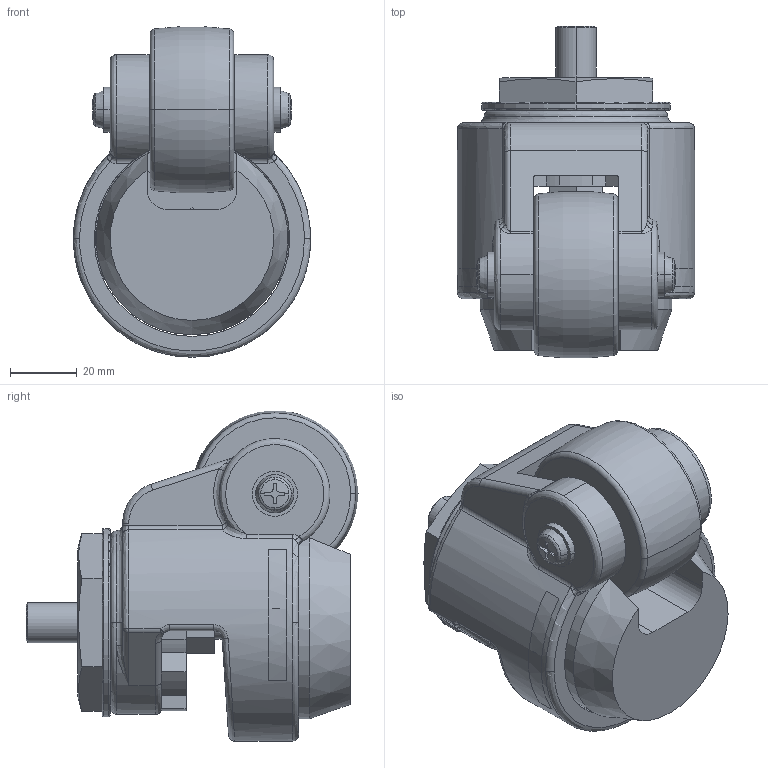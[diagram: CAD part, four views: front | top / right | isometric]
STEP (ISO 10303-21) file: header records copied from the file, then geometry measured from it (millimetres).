
FILE_DESCRIPTION (( 'STEP AP203' ), '1' );
FILE_NAME ('163010.step', '2023-01-11T15:41:34', ( '' ), ( '' ), 'SwSTEP 2.0', 'SolidWorks 2021', '' );
FILE_SCHEMA (( 'CONFIG_CONTROL_DESIGN' ));
Length unit declared in the file: inch
Products named in the file (1): 163010
Bounding box: 71.04 x 99.41 x 98.96 mm (x, y, z)
Volume: 263224.8 mm3; surface area: 53802.6 mm2
Topology: 2 solids, 2 shells, 316 faces, 831 edges, 522 vertices
Faces by surface type: plane 108, cylinder 101, bspline 81, cone 14, torus 12
Entity records: 16412 total; most frequent: CARTESIAN_POINT 9210, ORIENTED_EDGE 1642, DIRECTION 1321, EDGE_CURVE 821, VERTEX_POINT 522, AXIS2_PLACEMENT_3D 492, LINE 337, EDGE_LOOP 337
